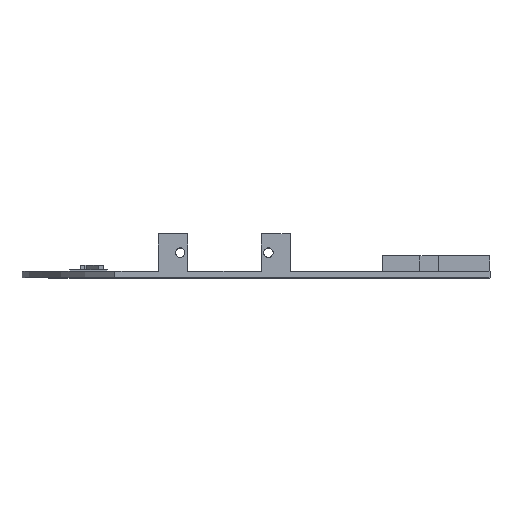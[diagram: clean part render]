
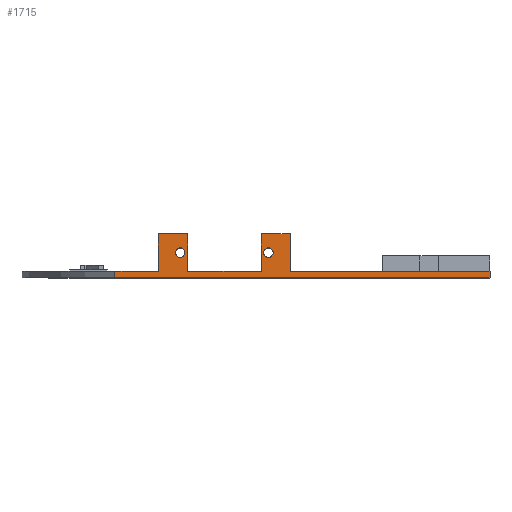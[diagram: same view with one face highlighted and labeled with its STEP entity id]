
A CAD part, top view. The second image highlights one B-rep face of the part: STEP entity #1715.
In plain terms, the highlighted planar face has unit normal (0, 0, 1).
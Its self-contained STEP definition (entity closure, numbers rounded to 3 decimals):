
#49=FACE_BOUND('',#260,.T.);
#50=FACE_BOUND('',#261,.T.);
#109=CIRCLE('',#1831,1.5);
#110=CIRCLE('',#1832,1.5);
#152=FACE_OUTER_BOUND('',#259,.T.);
#259=EDGE_LOOP('',(#1277,#1278,#1279,#1280,#1281,#1282,#1283,#1284,#1285,
#1286,#1287,#1288));
#260=EDGE_LOOP('',(#1289));
#261=EDGE_LOOP('',(#1290));
#417=LINE('',#2534,#615);
#421=LINE('',#2543,#619);
#425=LINE('',#2552,#623);
#429=LINE('',#2561,#627);
#433=LINE('',#2568,#631);
#434=LINE('',#2569,#632);
#435=LINE('',#2571,#633);
#436=LINE('',#2573,#634);
#437=LINE('',#2575,#635);
#438=LINE('',#2577,#636);
#439=LINE('',#2578,#637);
#440=LINE('',#2579,#638);
#615=VECTOR('',#2068,12.);
#619=VECTOR('',#2074,12.);
#623=VECTOR('',#2080,12.);
#627=VECTOR('',#2086,12.);
#631=VECTOR('',#2092,23.6);
#632=VECTOR('',#2093,9.357);
#633=VECTOR('',#2094,13.9);
#634=VECTOR('',#2095,2.);
#635=VECTOR('',#2096,120.);
#636=VECTOR('',#2097,2.);
#637=VECTOR('',#2098,63.9);
#638=VECTOR('',#2099,9.243);
#819=VERTEX_POINT('',#2532);
#820=VERTEX_POINT('',#2533);
#823=VERTEX_POINT('',#2541);
#824=VERTEX_POINT('',#2542);
#827=VERTEX_POINT('',#2550);
#828=VERTEX_POINT('',#2551);
#831=VERTEX_POINT('',#2559);
#832=VERTEX_POINT('',#2560);
#835=VERTEX_POINT('',#2570);
#836=VERTEX_POINT('',#2572);
#837=VERTEX_POINT('',#2574);
#838=VERTEX_POINT('',#2576);
#839=VERTEX_POINT('',#2580);
#840=VERTEX_POINT('',#2582);
#1000=EDGE_CURVE('',#819,#820,#417,.T.);
#1004=EDGE_CURVE('',#823,#824,#421,.T.);
#1008=EDGE_CURVE('',#827,#828,#425,.T.);
#1012=EDGE_CURVE('',#831,#832,#429,.T.);
#1016=EDGE_CURVE('',#832,#827,#433,.T.);
#1017=EDGE_CURVE('',#820,#828,#434,.T.);
#1018=EDGE_CURVE('',#835,#819,#435,.T.);
#1019=EDGE_CURVE('',#836,#835,#436,.T.);
#1020=EDGE_CURVE('',#836,#837,#437,.T.);
#1021=EDGE_CURVE('',#837,#838,#438,.T.);
#1022=EDGE_CURVE('',#823,#838,#439,.T.);
#1023=EDGE_CURVE('',#831,#824,#440,.T.);
#1024=EDGE_CURVE('',#839,#839,#109,.T.);
#1025=EDGE_CURVE('',#840,#840,#110,.T.);
#1277=ORIENTED_EDGE('',*,*,#1012,.T.);
#1278=ORIENTED_EDGE('',*,*,#1016,.T.);
#1279=ORIENTED_EDGE('',*,*,#1008,.T.);
#1280=ORIENTED_EDGE('',*,*,#1017,.F.);
#1281=ORIENTED_EDGE('',*,*,#1000,.F.);
#1282=ORIENTED_EDGE('',*,*,#1018,.F.);
#1283=ORIENTED_EDGE('',*,*,#1019,.F.);
#1284=ORIENTED_EDGE('',*,*,#1020,.T.);
#1285=ORIENTED_EDGE('',*,*,#1021,.T.);
#1286=ORIENTED_EDGE('',*,*,#1022,.F.);
#1287=ORIENTED_EDGE('',*,*,#1004,.T.);
#1288=ORIENTED_EDGE('',*,*,#1023,.F.);
#1289=ORIENTED_EDGE('',*,*,#1024,.T.);
#1290=ORIENTED_EDGE('',*,*,#1025,.T.);
#1636=PLANE('',#1830);
#1715=ADVANCED_FACE('',(#152,#49,#50),#1636,.T.);
#1830=AXIS2_PLACEMENT_3D('',#2567,#2090,#2091);
#1831=AXIS2_PLACEMENT_3D('',#2581,#2100,#2101);
#1832=AXIS2_PLACEMENT_3D('',#2583,#2102,#2103);
#2068=DIRECTION('',(0.,1.,0.));
#2074=DIRECTION('',(0.,1.,0.));
#2080=DIRECTION('',(0.,1.,0.));
#2086=DIRECTION('',(0.,-1.,0.));
#2090=DIRECTION('center_axis',(0.,0.,1.));
#2091=DIRECTION('ref_axis',(1.,0.,0.));
#2092=DIRECTION('',(-1.,0.,0.));
#2093=DIRECTION('',(1.,0.,0.));
#2094=DIRECTION('',(1.,0.,0.));
#2095=DIRECTION('',(0.,1.,0.));
#2096=DIRECTION('',(1.,0.,0.));
#2097=DIRECTION('',(0.,1.,0.));
#2098=DIRECTION('',(1.,0.,0.));
#2099=DIRECTION('',(1.,0.,0.));
#2100=DIRECTION('center_axis',(0.,0.,-1.));
#2101=DIRECTION('ref_axis',(-1.,0.,0.));
#2102=DIRECTION('center_axis',(0.,0.,-1.));
#2103=DIRECTION('ref_axis',(-1.,0.,0.));
#2532=CARTESIAN_POINT('',(-106.1,2.,-25.));
#2533=CARTESIAN_POINT('',(-106.1,14.,-25.));
#2534=CARTESIAN_POINT('',(-106.1,2.,-25.));
#2541=CARTESIAN_POINT('',(-63.9,2.,-25.));
#2542=CARTESIAN_POINT('',(-63.9,14.,-25.));
#2543=CARTESIAN_POINT('',(-63.9,2.,-25.));
#2550=CARTESIAN_POINT('',(-96.743,2.,-25.));
#2551=CARTESIAN_POINT('',(-96.743,14.,-25.));
#2552=CARTESIAN_POINT('',(-96.743,1.,-25.));
#2559=CARTESIAN_POINT('',(-73.143,14.,-25.));
#2560=CARTESIAN_POINT('',(-73.143,2.,-25.));
#2561=CARTESIAN_POINT('',(-73.143,7.,-25.));
#2567=CARTESIAN_POINT('Origin',(-120.,0.,-25.));
#2568=CARTESIAN_POINT('',(-96.571,2.,-25.));
#2569=CARTESIAN_POINT('',(-106.1,14.,-25.));
#2570=CARTESIAN_POINT('',(-120.,2.,-25.));
#2571=CARTESIAN_POINT('',(-120.,2.,-25.));
#2572=CARTESIAN_POINT('',(-120.,0.,-25.));
#2573=CARTESIAN_POINT('',(-120.,0.,-25.));
#2574=CARTESIAN_POINT('',(0.,0.,-25.));
#2575=CARTESIAN_POINT('',(-120.,0.,-25.));
#2576=CARTESIAN_POINT('',(0.,2.,-25.));
#2577=CARTESIAN_POINT('',(0.,0.,-25.));
#2578=CARTESIAN_POINT('',(-120.,2.,-25.));
#2579=CARTESIAN_POINT('',(-101.1,14.,-25.));
#2580=CARTESIAN_POINT('',(-69.4,8.,-25.));
#2581=CARTESIAN_POINT('Origin',(-70.9,8.,-25.));
#2582=CARTESIAN_POINT('',(-97.6,8.,-25.));
#2583=CARTESIAN_POINT('Origin',(-99.1,8.,-25.));
